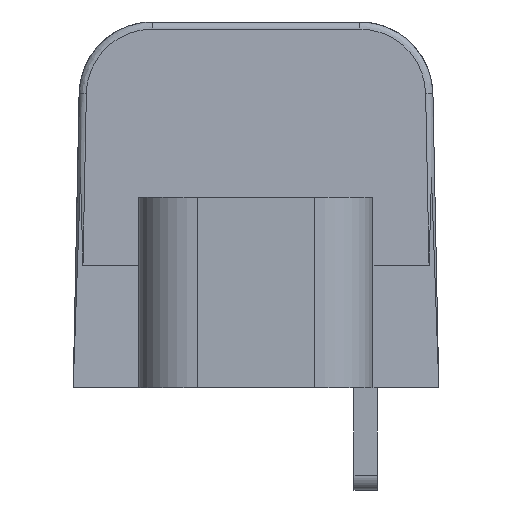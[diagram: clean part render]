
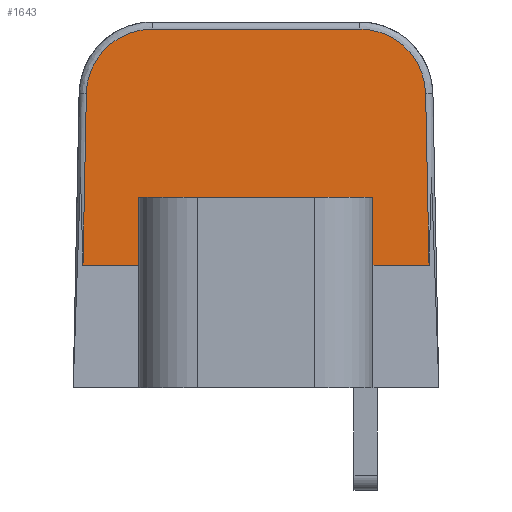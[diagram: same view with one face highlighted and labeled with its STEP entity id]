
A CAD part, left-side view. The second image highlights one B-rep face of the part: STEP entity #1643.
In plain terms, the highlighted planar face has unit normal (-1, 0, 0.02).
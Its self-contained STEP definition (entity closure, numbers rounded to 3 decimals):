
#842 = EDGE_CURVE('',#843,#845,#847,.T.);
#843 = VERTEX_POINT('',#844);
#844 = CARTESIAN_POINT('',(-33.84,-0.264,6.604));
#845 = VERTEX_POINT('',#846);
#846 = CARTESIAN_POINT('',(-33.84,7.864,6.604));
#847 = LINE('',#848,#849);
#848 = CARTESIAN_POINT('',(-33.84,-0.264,6.604));
#849 = VECTOR('',#850,1.);
#850 = DIRECTION('',(0.,1.,0.));
#1643 = ADVANCED_FACE('',(#1644),#1753,.T.);
#1644 = FACE_BOUND('',#1645,.F.);
#1645 = EDGE_LOOP('',(#1646,#1656,#1682,#1690,#1716,#1724,#1732,#1738,
    #1739,#1747));
#1646 = ORIENTED_EDGE('',*,*,#1647,.F.);
#1647 = EDGE_CURVE('',#1648,#1650,#1652,.T.);
#1648 = VERTEX_POINT('',#1649);
#1649 = CARTESIAN_POINT('',(-33.768,9.692,
    10.211));
#1650 = VERTEX_POINT('',#1651);
#1651 = CARTESIAN_POINT('',(-33.887,9.811,4.256)
  );
#1652 = LINE('',#1653,#1654);
#1653 = CARTESIAN_POINT('',(-33.768,9.692,
    10.211));
#1654 = VECTOR('',#1655,1.);
#1655 = DIRECTION('',(-0.02,0.02,
    -1.));
#1656 = ORIENTED_EDGE('',*,*,#1657,.F.);
#1657 = EDGE_CURVE('',#1658,#1648,#1660,.T.);
#1658 = VERTEX_POINT('',#1659);
#1659 = CARTESIAN_POINT('',(-33.723,7.406,
    12.451));
#1660 = B_SPLINE_CURVE_WITH_KNOTS('',3,(#1661,#1662,#1663,#1664,#1665,
    #1666,#1667,#1668,#1669,#1670,#1671,#1672,#1673,#1674,#1675,#1676,
    #1677,#1678,#1679,#1680,#1681),.UNSPECIFIED.,.F.,.F.,(4,1,1,1,1,1,1,
    1,1,1,1,1,1,1,1,1,1,1,4),(0.,0.056,0.111
    ,0.167,0.222,0.278,0.333,
    0.389,0.444,0.5,0.556,0.611,
    0.667,0.722,0.778,0.833,
    0.889,0.944,1.),.UNSPECIFIED.);
#1661 = CARTESIAN_POINT('',(-33.723,7.406,
    12.451));
#1662 = CARTESIAN_POINT('',(-33.723,7.472,
    12.451));
#1663 = CARTESIAN_POINT('',(-33.724,7.603,
    12.445));
#1664 = CARTESIAN_POINT('',(-33.724,7.799,
    12.42));
#1665 = CARTESIAN_POINT('',(-33.725,7.991,
    12.378));
#1666 = CARTESIAN_POINT('',(-33.726,8.179,
    12.319));
#1667 = CARTESIAN_POINT('',(-33.728,8.362,
    12.245));
#1668 = CARTESIAN_POINT('',(-33.729,8.537,
    12.155));
#1669 = CARTESIAN_POINT('',(-33.731,8.704,
    12.05));
#1670 = CARTESIAN_POINT('',(-33.734,8.862,
    11.931));
#1671 = CARTESIAN_POINT('',(-33.737,9.008,
    11.8));
#1672 = CARTESIAN_POINT('',(-33.739,9.143,
    11.656));
#1673 = CARTESIAN_POINT('',(-33.742,9.265,
    11.501));
#1674 = CARTESIAN_POINT('',(-33.746,9.373,
    11.336));
#1675 = CARTESIAN_POINT('',(-33.749,9.466,
    11.162));
#1676 = CARTESIAN_POINT('',(-33.753,9.545,
    10.981));
#1677 = CARTESIAN_POINT('',(-33.757,9.607,
    10.794));
#1678 = CARTESIAN_POINT('',(-33.76,9.653,
    10.603));
#1679 = CARTESIAN_POINT('',(-33.764,9.682,
    10.407));
#1680 = CARTESIAN_POINT('',(-33.767,9.691,10.277
    ));
#1681 = CARTESIAN_POINT('',(-33.768,9.692,
    10.211));
#1682 = ORIENTED_EDGE('',*,*,#1683,.T.);
#1683 = EDGE_CURVE('',#1658,#1684,#1686,.T.);
#1684 = VERTEX_POINT('',#1685);
#1685 = CARTESIAN_POINT('',(-33.723,0.194,
    12.451));
#1686 = LINE('',#1687,#1688);
#1687 = CARTESIAN_POINT('',(-33.723,7.406,
    12.451));
#1688 = VECTOR('',#1689,1.);
#1689 = DIRECTION('',(0.,-1.,0.));
#1690 = ORIENTED_EDGE('',*,*,#1691,.F.);
#1691 = EDGE_CURVE('',#1692,#1684,#1694,.T.);
#1692 = VERTEX_POINT('',#1693);
#1693 = CARTESIAN_POINT('',(-33.768,-2.092,
    10.211));
#1694 = B_SPLINE_CURVE_WITH_KNOTS('',3,(#1695,#1696,#1697,#1698,#1699,
    #1700,#1701,#1702,#1703,#1704,#1705,#1706,#1707,#1708,#1709,#1710,
    #1711,#1712,#1713,#1714,#1715),.UNSPECIFIED.,.F.,.F.,(4,1,1,1,1,1,1,
    1,1,1,1,1,1,1,1,1,1,1,4),(0.,0.056,0.111
    ,0.167,0.222,0.278,0.333,
    0.389,0.444,0.5,0.556,0.611,
    0.667,0.722,0.778,0.833,
    0.889,0.944,1.),.UNSPECIFIED.);
#1695 = CARTESIAN_POINT('',(-33.768,-2.092,
    10.211));
#1696 = CARTESIAN_POINT('',(-33.767,-2.091,
    10.277));
#1697 = CARTESIAN_POINT('',(-33.764,-2.082,
    10.407));
#1698 = CARTESIAN_POINT('',(-33.76,-2.053,
    10.603));
#1699 = CARTESIAN_POINT('',(-33.757,-2.007,
    10.794));
#1700 = CARTESIAN_POINT('',(-33.753,-1.945,
    10.981));
#1701 = CARTESIAN_POINT('',(-33.749,-1.866,
    11.162));
#1702 = CARTESIAN_POINT('',(-33.746,-1.773,
    11.336));
#1703 = CARTESIAN_POINT('',(-33.742,-1.665,
    11.501));
#1704 = CARTESIAN_POINT('',(-33.739,-1.543,
    11.656));
#1705 = CARTESIAN_POINT('',(-33.737,-1.408,
    11.8));
#1706 = CARTESIAN_POINT('',(-33.734,-1.262,
    11.932));
#1707 = CARTESIAN_POINT('',(-33.731,-1.104,
    12.05));
#1708 = CARTESIAN_POINT('',(-33.729,-0.937,
    12.155));
#1709 = CARTESIAN_POINT('',(-33.728,-0.762,
    12.245));
#1710 = CARTESIAN_POINT('',(-33.726,-0.579,
    12.319));
#1711 = CARTESIAN_POINT('',(-33.725,-0.391,
    12.378));
#1712 = CARTESIAN_POINT('',(-33.724,-0.199,
    12.42));
#1713 = CARTESIAN_POINT('',(-33.724,-0.003,
    12.445));
#1714 = CARTESIAN_POINT('',(-33.723,0.128,
    12.451));
#1715 = CARTESIAN_POINT('',(-33.723,0.194,
    12.451));
#1716 = ORIENTED_EDGE('',*,*,#1717,.T.);
#1717 = EDGE_CURVE('',#1692,#1718,#1720,.T.);
#1718 = VERTEX_POINT('',#1719);
#1719 = CARTESIAN_POINT('',(-33.887,-2.211,4.256
    ));
#1720 = LINE('',#1721,#1722);
#1721 = CARTESIAN_POINT('',(-33.768,-2.092,
    10.211));
#1722 = VECTOR('',#1723,1.);
#1723 = DIRECTION('',(-0.02,-0.02,
    -1.));
#1724 = ORIENTED_EDGE('',*,*,#1725,.F.);
#1725 = EDGE_CURVE('',#1726,#1718,#1728,.T.);
#1726 = VERTEX_POINT('',#1727);
#1727 = CARTESIAN_POINT('',(-33.887,-0.264,4.256));
#1728 = LINE('',#1729,#1730);
#1729 = CARTESIAN_POINT('',(-33.887,-0.264,4.256));
#1730 = VECTOR('',#1731,1.);
#1731 = DIRECTION('',(0.,-1.,0.));
#1732 = ORIENTED_EDGE('',*,*,#1733,.F.);
#1733 = EDGE_CURVE('',#843,#1726,#1734,.T.);
#1734 = LINE('',#1735,#1736);
#1735 = CARTESIAN_POINT('',(-33.84,-0.264,6.604));
#1736 = VECTOR('',#1737,1.);
#1737 = DIRECTION('',(-0.02,0.,
    -1.));
#1738 = ORIENTED_EDGE('',*,*,#842,.T.);
#1739 = ORIENTED_EDGE('',*,*,#1740,.T.);
#1740 = EDGE_CURVE('',#845,#1741,#1743,.T.);
#1741 = VERTEX_POINT('',#1742);
#1742 = CARTESIAN_POINT('',(-33.887,7.864,4.256));
#1743 = LINE('',#1744,#1745);
#1744 = CARTESIAN_POINT('',(-33.84,7.864,6.604));
#1745 = VECTOR('',#1746,1.);
#1746 = DIRECTION('',(-0.02,0.,
    -1.));
#1747 = ORIENTED_EDGE('',*,*,#1748,.T.);
#1748 = EDGE_CURVE('',#1741,#1650,#1749,.T.);
#1749 = LINE('',#1750,#1751);
#1750 = CARTESIAN_POINT('',(-33.887,7.864,4.256));
#1751 = VECTOR('',#1752,1.);
#1752 = DIRECTION('',(0.,1.,0.));
#1753 = PLANE('',#1754);
#1754 = AXIS2_PLACEMENT_3D('',#1755,#1756,#1757);
#1755 = CARTESIAN_POINT('',(-33.846,3.8,6.35));
#1756 = DIRECTION('',(-1.,0.,
    0.02));
#1757 = DIRECTION('',(0.,-1.,0.));
